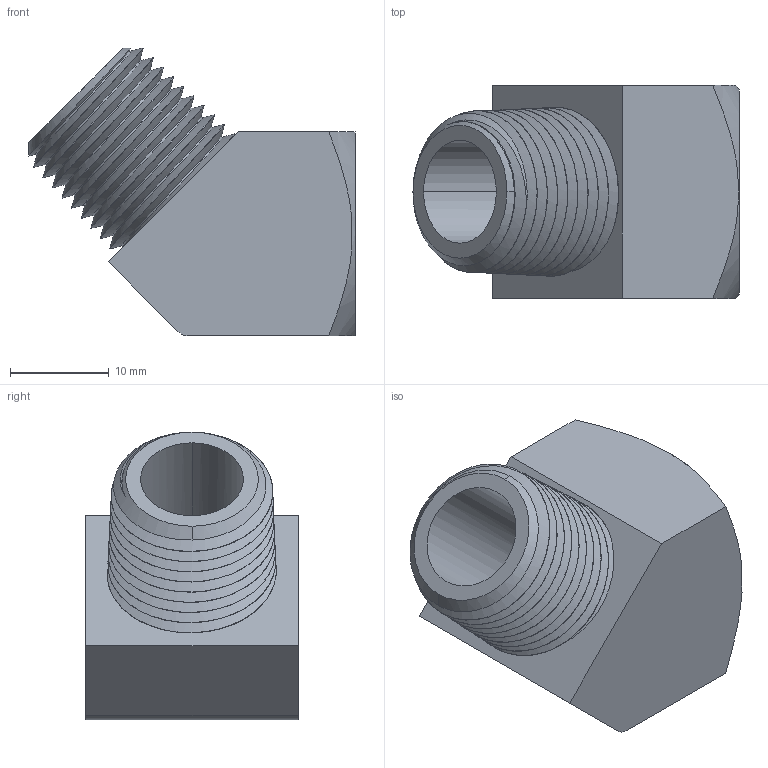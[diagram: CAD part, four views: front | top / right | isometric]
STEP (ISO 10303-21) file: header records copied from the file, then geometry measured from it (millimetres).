
FILE_DESCRIPTION(/* description */ (''),/* implementation_level */ '2;1');
FILE_NAME(/* name */ '124-N3.stp',/* time_stamp */ '2024-01-23T10:17:55-05:00',/* author */ ('esanner'),/* organization */ (''),/* preprocessor_version */ 'ST-DEVELOPER v19',/* originating_system */ 'AutoCAD Mechanical',/* authorisation */ '');
FILE_SCHEMA (('AUTOMOTIVE_DESIGN { 1 0 10303 214 3 1 1 }'));
Length unit declared in the file: millimetre
Products named in the file (2): Product; 124-N3
Assembly tree (1 placements, depth 2):
  Product
    124-N3
Bounding box: 32.98 x 21.54 x 29.08 mm (x, y, z)
Volume: 6842.7 mm3; surface area: 5141 mm2
Topology: 1 solids, 1 shells, 64 faces, 176 edges, 116 vertices
Faces by surface type: cone 45, plane 9, cylinder 5, bspline 5
Entity records: 11429 total; most frequent: CARTESIAN_POINT 9953, ORIENTED_EDGE 352, DIRECTION 221, EDGE_CURVE 176, VERTEX_POINT 116, B_SPLINE_CURVE_WITH_KNOTS 94, AXIS2_PLACEMENT_3D 83, EDGE_LOOP 68
